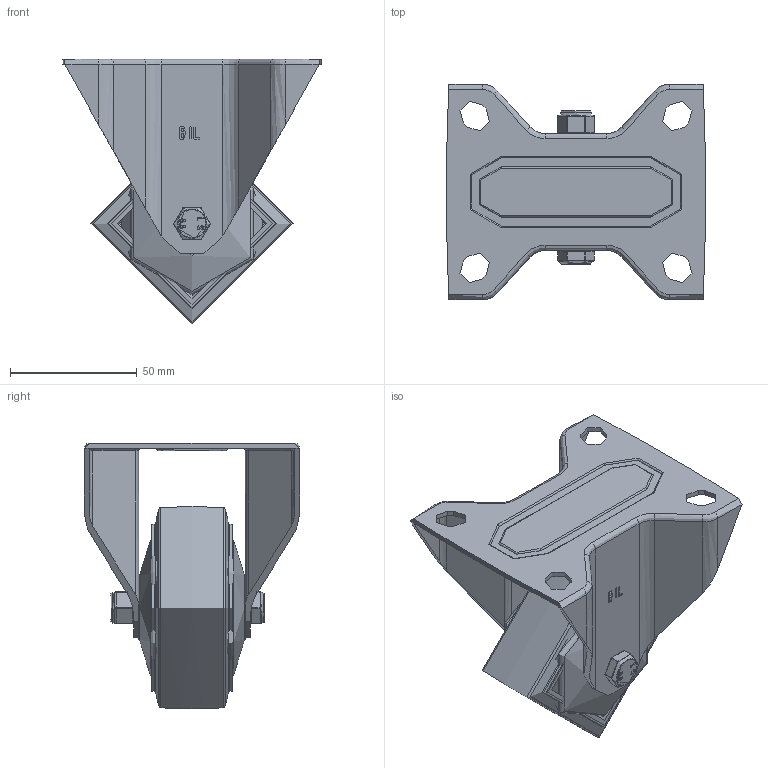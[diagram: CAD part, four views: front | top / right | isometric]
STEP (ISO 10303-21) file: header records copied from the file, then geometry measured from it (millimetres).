
FILE_DESCRIPTION(/* description */ (''),/* implementation_level */ '2;1');
FILE_NAME(/* name */ 'BZMMF80STPRBJ.step',/* time_stamp */ '2024-06-28T08:47:36+01:00',/* author */ (''),/* organization */ (''),/* preprocessor_version */ 'ST-DEVELOPER v20',/* originating_system */ 'Autodesk Translation Framework v13.14.0.145',/* authorisation */ '');
FILE_SCHEMA (('AUTOMOTIVE_DESIGN { 1 0 10303 214 3 1 1 }'));
Length unit declared in the file: millimetre
Products named in the file (23): BZMMF80STPRBJ; BZMMF80AS - 42 v2; ZINC PLATED, PRESSED STEEL BRACKET; BZMM80WSTPRBJM8 v1; 65 SHORE A THERMOPLASTIC RUBBER TYRE; POLYPROPYLENE RIM; BEARING 6202; METAL; METAL2; Pattern; Component1; MIDDLE; RUBBER; RUBBER2; CAP; CAP Geometry; CAP2; HEXBOLTM8X55Z8.8 v2; GRADE 8.8 ZINC PLATED BOLT; NYLOCM8Z v1; NYLOC NUT; NUT; RUBBER (1)
Assembly tree (29 placements, depth 5):
  BZMMF80STPRBJ
    BZMMF80AS - 42 v2
      ZINC PLATED, PRESSED STEEL BRACKET
    BZMM80WSTPRBJM8 v1
      65 SHORE A THERMOPLASTIC RUBBER TYRE
      POLYPROPYLENE RIM
      BEARING 6202
        METAL
        METAL2
        Pattern
          Component1  x8
        MIDDLE
        RUBBER
        RUBBER2
      CAP
        CAP Geometry
        CAP2
    HEXBOLTM8X55Z8.8 v2
      GRADE 8.8 ZINC PLATED BOLT
    NYLOCM8Z v1
      NYLOC NUT
        NUT
        RUBBER (1)
Bounding box: 102.3 x 85 x 104.95 mm (x, y, z)
Volume: 143573.7 mm3; surface area: 106270.7 mm2
Topology: 21 solids, 21 shells, 785 faces, 1912 edges, 1233 vertices
Faces by surface type: plane 275, cylinder 224, bspline 177, torus 50, sphere 48, cone 11
Full cylindrical faces by diameter (mm): 0.664 x2, 6.446 x7, 7.866 x13, 8 x3, 8.25 x2, 8.5 x2, 8.6 x2, 11.5 x1, 12.1 x1, 15 x3, 18 x1, 19.8 x2, 20 x4, 22.5 x2, 23 x2, 25.5 x2, 30 x4, 30.5 x2, 31 x4, 32 x1, 32.5 x2, 34.5 x2, 35 x2, 36.5 x2, 39 x2, 40.5 x2, 43 x2, 53 x2, 56 x2, 59 x2
Entity records: 30612 total; most frequent: CARTESIAN_POINT 12595, ORIENTED_EDGE 3738, DIRECTION 3280, EDGE_CURVE 1869, AXIS2_PLACEMENT_3D 1237, VERTEX_POINT 1219, EDGE_LOOP 928, LINE 806
